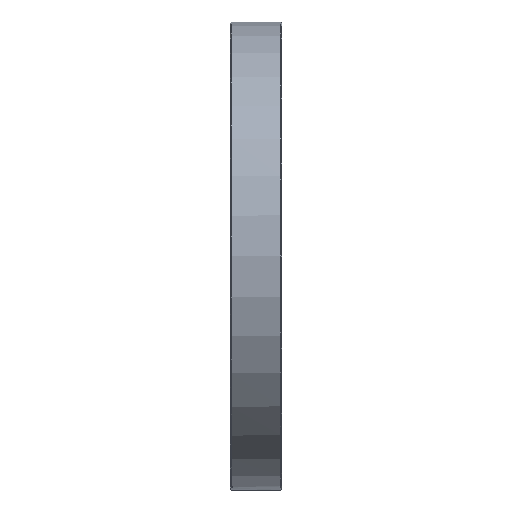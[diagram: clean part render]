
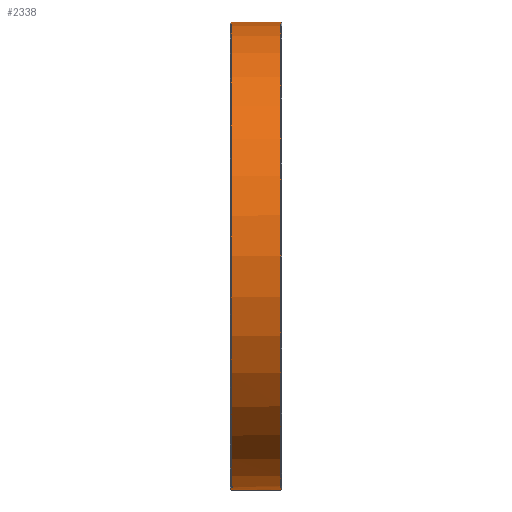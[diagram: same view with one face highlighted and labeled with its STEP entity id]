
A CAD part, left-side view. The second image highlights one B-rep face of the part: STEP entity #2338.
In plain terms, the highlighted cylindrical face has radius 101.2 mm (diameter 202.4 mm), a partial arc.
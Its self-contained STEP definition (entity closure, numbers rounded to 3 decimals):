
#301 = VERTEX_POINT ( 'NONE', #1421 ) ;
#321 = VERTEX_POINT ( 'NONE', #1441 ) ;
#348 = ORIENTED_EDGE ( 'NONE', *, *, #2201, .F. ) ;
#349 = ORIENTED_EDGE ( 'NONE', *, *, #2940, .T. ) ;
#350 = ORIENTED_EDGE ( 'NONE', *, *, #2941, .T. ) ;
#351 = ORIENTED_EDGE ( 'NONE', *, *, #2942, .T. ) ;
#352 = ORIENTED_EDGE ( 'NONE', *, *, #2943, .T. ) ;
#353 = ORIENTED_EDGE ( 'NONE', *, *, #2899, .T. ) ;
#354 = ORIENTED_EDGE ( 'NONE', *, *, #2202, .T. ) ;
#355 = ORIENTED_EDGE ( 'NONE', *, *, #2944, .T. ) ;
#654 = EDGE_LOOP ( 'NONE', ( #348, #349, #350, #351, #352, #353, #354, #355 ) ) ;
#1195 = VERTEX_POINT ( 'NONE', #1545 ) ;
#1197 = VERTEX_POINT ( 'NONE', #1547 ) ;
#1207 = VERTEX_POINT ( 'NONE', #1557 ) ;
#1217 = VERTEX_POINT ( 'NONE', #1566 ) ;
#1218 = VERTEX_POINT ( 'NONE', #1567 ) ;
#1222 = VERTEX_POINT ( 'NONE', #1571 ) ;
#1421 = CARTESIAN_POINT ( 'NONE',  ( 0., 0.4, 101.2 ) ) ;
#1441 = CARTESIAN_POINT ( 'NONE',  ( 0., 0.4, -101.2 ) ) ;
#1545 = CARTESIAN_POINT ( 'NONE',  ( 0., 21.9, 101.2 ) ) ;
#1547 = CARTESIAN_POINT ( 'NONE',  ( -14.348, 21.9, -100.178 ) ) ;
#1557 = CARTESIAN_POINT ( 'NONE',  ( 0., 21.9, -101.2 ) ) ;
#1566 = CARTESIAN_POINT ( 'NONE',  ( -14.348, 21.1, -100.178 ) ) ;
#1567 = CARTESIAN_POINT ( 'NONE',  ( -17.311, 21.9, -99.708 ) ) ;
#1571 = CARTESIAN_POINT ( 'NONE',  ( -17.311, 21.1, -99.708 ) ) ;
#2201 = EDGE_CURVE ( 'NONE', #1195, #301, #3755, .T. ) ;
#2202 = EDGE_CURVE ( 'NONE', #1207, #321, #3766, .T. ) ;
#2338 = ADVANCED_FACE ( 'NONE', ( #3805 ), #3804, .T. ) ;
#2899 = EDGE_CURVE ( 'NONE', #1197, #1207, #3268, .T. ) ;
#2940 = EDGE_CURVE ( 'NONE', #1195, #1218, #4299, .T. ) ;
#2941 = EDGE_CURVE ( 'NONE', #1218, #1222, #3951, .T. ) ;
#2942 = EDGE_CURVE ( 'NONE', #1222, #1217, #4303, .T. ) ;
#2943 = EDGE_CURVE ( 'NONE', #1217, #1197, #3956, .T. ) ;
#2944 = EDGE_CURVE ( 'NONE', #321, #301, #4306, .T. ) ;
#3080 = VECTOR ( 'NONE', #3765, 1000. ) ;
#3082 = VECTOR ( 'NONE', #3769, 1000. ) ;
#3267 = AXIS2_PLACEMENT_3D ( 'NONE', #3831, #3832, #3833 ) ;
#3268 = CIRCLE ( 'NONE', #3267, 101.2 ) ;
#3288 = AXIS2_PLACEMENT_3D ( 'NONE', #3807, #3808, #3809 ) ;
#3755 = LINE ( 'NONE', #3756, #3080 ) ;
#3756 = CARTESIAN_POINT ( 'NONE',  ( 0., -15.022, 101.2 ) ) ;
#3765 = DIRECTION ( 'NONE',  ( 0., -1., 0. ) ) ;
#3766 = LINE ( 'NONE', #3768, #3082 ) ;
#3768 = CARTESIAN_POINT ( 'NONE',  ( 0., -15.022, -101.2 ) ) ;
#3769 = DIRECTION ( 'NONE',  ( 0., -1., 0. ) ) ;
#3804 = CYLINDRICAL_SURFACE ( 'NONE', #3288, 101.2 ) ;
#3805 = FACE_OUTER_BOUND ( 'NONE', #654, .T. ) ;
#3807 = CARTESIAN_POINT ( 'NONE',  ( 0., -15.022, 0. ) ) ;
#3808 = DIRECTION ( 'NONE',  ( 0., -1., 0. ) ) ;
#3809 = DIRECTION ( 'NONE',  ( 0., 0., -1. ) ) ;
#3831 = CARTESIAN_POINT ( 'NONE',  ( 0., 21.9, 0. ) ) ;
#3832 = DIRECTION ( 'NONE',  ( 0., -1., 0. ) ) ;
#3833 = DIRECTION ( 'NONE',  ( 0., 0., -1. ) ) ;
#3951 = LINE ( 'NONE', #3952, #4301 ) ;
#3952 = CARTESIAN_POINT ( 'NONE',  ( -17.311, -15.022, -99.708 ) ) ;
#3956 = LINE ( 'NONE', #3957, #4304 ) ;
#3957 = CARTESIAN_POINT ( 'NONE',  ( -14.348, -15.022, -100.178 ) ) ;
#3958 = CARTESIAN_POINT ( 'NONE',  ( 0., 21.9, 0. ) ) ;
#3959 = DIRECTION ( 'NONE',  ( 0., -1., 0. ) ) ;
#3960 = DIRECTION ( 'NONE',  ( 0., 0., -1. ) ) ;
#3961 = DIRECTION ( 'NONE',  ( 0., -1., 0. ) ) ;
#3962 = CARTESIAN_POINT ( 'NONE',  ( 0., 21.1, 0. ) ) ;
#3963 = DIRECTION ( 'NONE',  ( 0., -1., 0. ) ) ;
#3964 = DIRECTION ( 'NONE',  ( 0., 0., -1. ) ) ;
#3965 = DIRECTION ( 'NONE',  ( 0., 1., 0. ) ) ;
#3968 = CARTESIAN_POINT ( 'NONE',  ( 0., 0.4, 0. ) ) ;
#3969 = DIRECTION ( 'NONE',  ( 0., 1., 0. ) ) ;
#3970 = DIRECTION ( 'NONE',  ( 0., 0., 1. ) ) ;
#4299 = CIRCLE ( 'NONE', #4302, 101.2 ) ;
#4301 = VECTOR ( 'NONE', #3961, 1000. ) ;
#4302 = AXIS2_PLACEMENT_3D ( 'NONE', #3958, #3959, #3960 ) ;
#4303 = CIRCLE ( 'NONE', #4305, 101.2 ) ;
#4304 = VECTOR ( 'NONE', #3965, 1000. ) ;
#4305 = AXIS2_PLACEMENT_3D ( 'NONE', #3962, #3963, #3964 ) ;
#4306 = CIRCLE ( 'NONE', #4308, 101.2 ) ;
#4308 = AXIS2_PLACEMENT_3D ( 'NONE', #3968, #3969, #3970 ) ;
